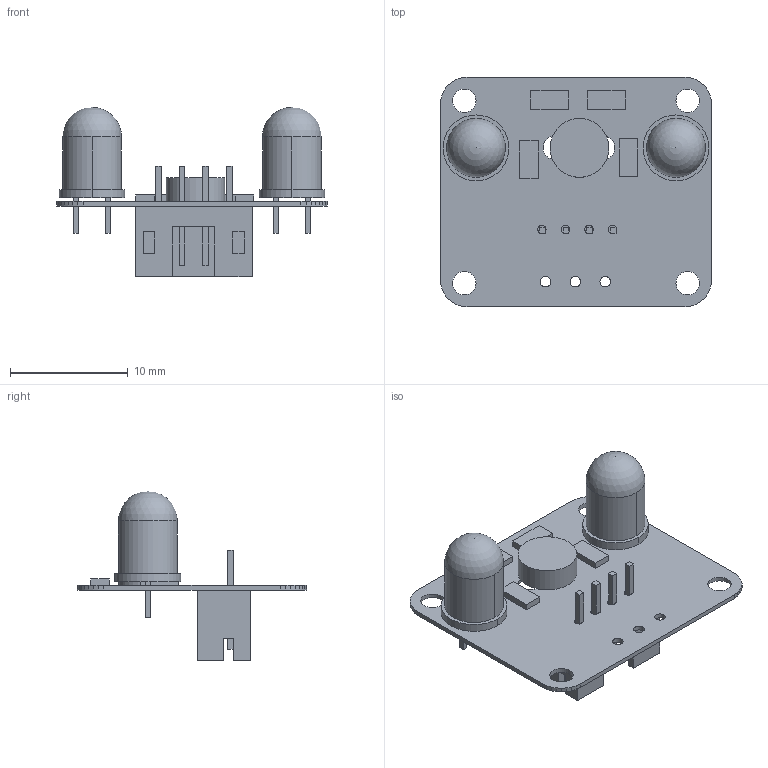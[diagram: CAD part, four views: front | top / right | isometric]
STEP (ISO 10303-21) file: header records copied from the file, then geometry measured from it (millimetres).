
FILE_DESCRIPTION(('Open CASCADE Model'),'2;1');
FILE_NAME('Open CASCADE Shape Model','2013-03-16T14:07:17',('Author'),( 'Open CASCADE'),'Open CASCADE STEP processor 6.2','Open CASCADE 6.2' ,'Unknown');
FILE_SCHEMA(('AUTOMOTIVE_DESIGN { 1 0 10303 214 1 1 1 1 }'));
Length unit declared in the file: millimetre
Products named in the file (18): PCB; Board; R4; 457501824; Extruded; R3; R2; 457503104; R1; P1; B4B-PH-K-S; LDR1; 948232832; Cylinder; L2; LED_green; L1
Assembly tree (20 placements, depth 4):
  PCB
    Board
    R4
      457501824
        Extruded
    R3
      457501824
        Extruded
    R2
      457503104
        Extruded
    R1
      457503104
        Extruded
    P1
      B4B-PH-K-S
    LDR1
      948232832
        Cylinder
    L2
      LED_green
    L1
      LED_green
Bounding box: 23.02 x 19.52 x 14.39 mm (x, y, z)
Volume: 626.9 mm3; surface area: 1748.2 mm2
Topology: 9 solids, 9 shells, 190 faces, 486 edges, 324 vertices
Faces by surface type: plane 160, cylinder 28, sphere 2
Full cylindrical faces by diameter (mm): 0.6 x6, 0.7 x4, 0.9 x3, 2 x6, 5 x1
Entity records: 11202 total; most frequent: CARTESIAN_POINT 1770, DIRECTION 1654, LINE 1148, VECTOR 1148, ORIENTED_EDGE 844, PCURVE 844, DEFINITIONAL_REPRESENTATION 844, EDGE_CURVE 422
